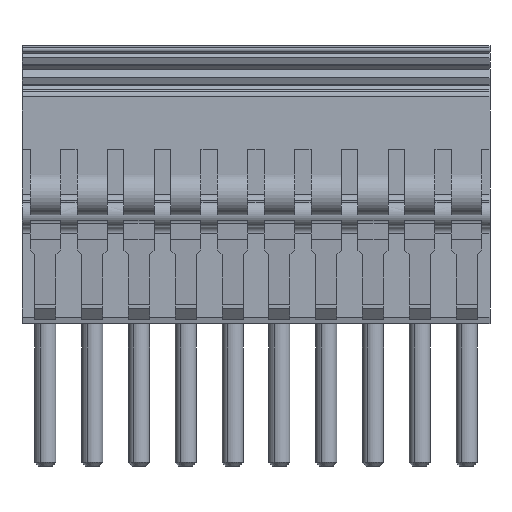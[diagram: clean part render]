
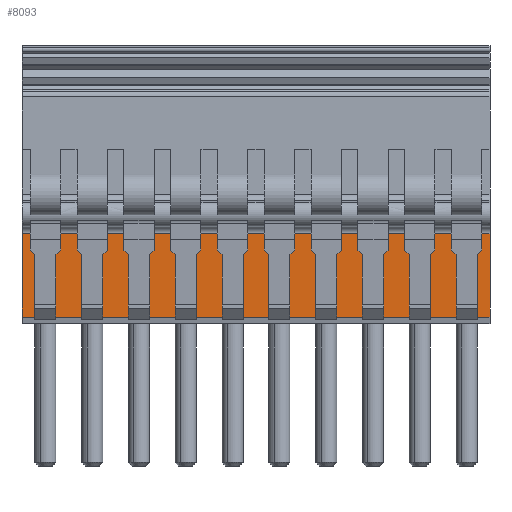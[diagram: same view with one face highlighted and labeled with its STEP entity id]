
A CAD part, front view. The second image highlights one B-rep face of the part: STEP entity #8093.
In plain terms, the highlighted planar face has unit normal (0, -1, 0).
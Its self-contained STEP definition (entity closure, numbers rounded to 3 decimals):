
#8075=AXIS2_PLACEMENT_3D('Plane Axis2P3D',#8072,#8073,#8074) ;
#572=CARTESIAN_POINT('Vertex',(51.,9.05,16.246)) ;
#575=CARTESIAN_POINT('Line Origine',(25.5,9.05,16.246)) ;
#579=CARTESIAN_POINT('Vertex',(0.,9.05,16.246)) ;
#8046=CARTESIAN_POINT('Line Origine',(2.55,9.05,25.35)) ;
#8050=CARTESIAN_POINT('Vertex',(51.,9.05,25.35)) ;
#8052=CARTESIAN_POINT('Vertex',(0.,9.05,25.35)) ;
#8072=CARTESIAN_POINT('Axis2P3D Location',(2.55,9.05,16.246)) ;
#8077=CARTESIAN_POINT('Line Origine',(51.,9.05,20.798)) ;
#8082=CARTESIAN_POINT('Line Origine',(0.,9.05,20.798)) ;
#576=DIRECTION('Vector Direction',(-1.,0.,0.)) ;
#8047=DIRECTION('Vector Direction',(-1.,0.,0.)) ;
#8073=DIRECTION('Axis2P3D Direction',(0.,-1.,0.)) ;
#8074=DIRECTION('Axis2P3D XDirection',(0.,0.,1.)) ;
#8078=DIRECTION('Vector Direction',(0.,0.,1.)) ;
#8083=DIRECTION('Vector Direction',(0.,0.,1.)) ;
#577=VECTOR('Line Direction',#576,1.) ;
#8048=VECTOR('Line Direction',#8047,1.) ;
#8079=VECTOR('Line Direction',#8078,1.) ;
#8084=VECTOR('Line Direction',#8083,1.) ;
#8088=ORIENTED_EDGE('',*,*,#581,.F.) ;
#8089=ORIENTED_EDGE('',*,*,#8081,.T.) ;
#8090=ORIENTED_EDGE('',*,*,#8054,.T.) ;
#8091=ORIENTED_EDGE('',*,*,#8086,.F.) ;
#8093=ADVANCED_FACE('WTA5_10',(#8092),#8076,.T.) ;
#581=EDGE_CURVE('',#573,#580,#578,.T.) ;
#8054=EDGE_CURVE('',#8051,#8053,#8049,.T.) ;
#8081=EDGE_CURVE('',#573,#8051,#8080,.T.) ;
#8086=EDGE_CURVE('',#580,#8053,#8085,.T.) ;
#8087=EDGE_LOOP('',(#8088,#8089,#8090,#8091)) ;
#8092=FACE_OUTER_BOUND('',#8087,.T.) ;
#578=LINE('Line',#575,#577) ;
#8049=LINE('Line',#8046,#8048) ;
#8080=LINE('Line',#8077,#8079) ;
#8085=LINE('Line',#8082,#8084) ;
#8076=PLANE('',#8075) ;
#573=VERTEX_POINT('',#572) ;
#580=VERTEX_POINT('',#579) ;
#8051=VERTEX_POINT('',#8050) ;
#8053=VERTEX_POINT('',#8052) ;
